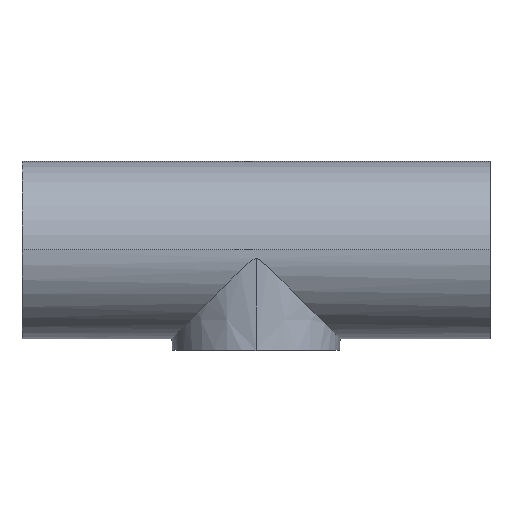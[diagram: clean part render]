
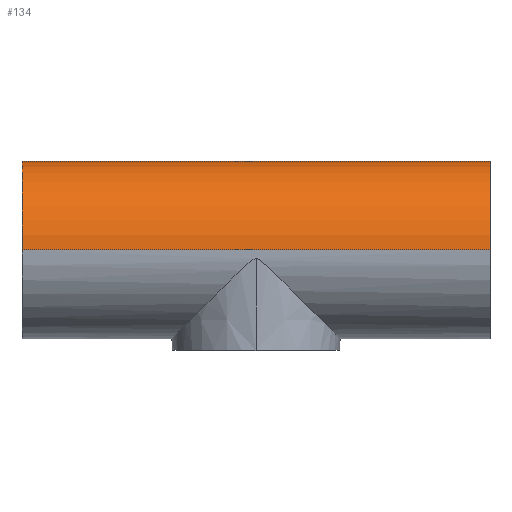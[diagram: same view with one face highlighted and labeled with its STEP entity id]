
A CAD part, top view. The second image highlights one B-rep face of the part: STEP entity #134.
In plain terms, the highlighted cylindrical face has radius 26.5 mm (diameter 53 mm), a partial arc.
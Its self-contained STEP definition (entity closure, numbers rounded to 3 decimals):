
#8 = CARTESIAN_POINT ( 'NONE',  ( 70., 30., 0. ) ) ;
#23 = VERTEX_POINT ( 'NONE', #415 ) ;
#52 = EDGE_CURVE ( 'NONE', #716, #249, #273, .T. ) ;
#59 = ORIENTED_EDGE ( 'NONE', *, *, #119, .F. ) ;
#61 = DIRECTION ( 'NONE',  ( 1., 0., 0. ) ) ;
#68 = ORIENTED_EDGE ( 'NONE', *, *, #180, .T. ) ;
#85 = VECTOR ( 'NONE', #305, 1000. ) ;
#95 = DIRECTION ( 'NONE',  ( 1., 0., 0. ) ) ;
#119 = EDGE_CURVE ( 'NONE', #23, #620, #383, .T. ) ;
#129 = ORIENTED_EDGE ( 'NONE', *, *, #626, .F. ) ;
#133 = CARTESIAN_POINT ( 'NONE',  ( -70., 30., 26.5 ) ) ;
#134 = ADVANCED_FACE ( 'NONE', ( #436 ), #595, .T. ) ;
#159 = DIRECTION ( 'NONE',  ( 1., 0., 0. ) ) ;
#180 = EDGE_CURVE ( 'NONE', #23, #716, #243, .T. ) ;
#185 = DIRECTION ( 'NONE',  ( 0., 0., -1. ) ) ;
#239 = CARTESIAN_POINT ( 'NONE',  ( 70., 30., -26.5 ) ) ;
#240 = DIRECTION ( 'NONE',  ( 0., 0., -1. ) ) ;
#243 = CIRCLE ( 'NONE', #285, 26.5 ) ;
#249 = VERTEX_POINT ( 'NONE', #424 ) ;
#273 = LINE ( 'NONE', #133, #332 ) ;
#285 = AXIS2_PLACEMENT_3D ( 'NONE', #517, #461, #240 ) ;
#305 = DIRECTION ( 'NONE',  ( 1., 0., 0. ) ) ;
#309 = AXIS2_PLACEMENT_3D ( 'NONE', #666, #159, #487 ) ;
#332 = VECTOR ( 'NONE', #95, 1000. ) ;
#382 = AXIS2_PLACEMENT_3D ( 'NONE', #8, #61, #185 ) ;
#383 = LINE ( 'NONE', #713, #85 ) ;
#415 = CARTESIAN_POINT ( 'NONE',  ( -70., 30., -26.5 ) ) ;
#424 = CARTESIAN_POINT ( 'NONE',  ( 70., 30., 26.5 ) ) ;
#432 = CIRCLE ( 'NONE', #382, 26.5 ) ;
#436 = FACE_OUTER_BOUND ( 'NONE', #465, .T. ) ;
#461 = DIRECTION ( 'NONE',  ( 1., 0., 0. ) ) ;
#465 = EDGE_LOOP ( 'NONE', ( #68, #474, #129, #59 ) ) ;
#470 = CARTESIAN_POINT ( 'NONE',  ( -70., 30., 26.5 ) ) ;
#474 = ORIENTED_EDGE ( 'NONE', *, *, #52, .T. ) ;
#487 = DIRECTION ( 'NONE',  ( 0., 0., -1. ) ) ;
#517 = CARTESIAN_POINT ( 'NONE',  ( -70., 30., 0. ) ) ;
#595 = CYLINDRICAL_SURFACE ( 'NONE', #309, 26.5 ) ;
#620 = VERTEX_POINT ( 'NONE', #239 ) ;
#626 = EDGE_CURVE ( 'NONE', #620, #249, #432, .T. ) ;
#666 = CARTESIAN_POINT ( 'NONE',  ( -70., 30., 0. ) ) ;
#713 = CARTESIAN_POINT ( 'NONE',  ( -70., 30., -26.5 ) ) ;
#716 = VERTEX_POINT ( 'NONE', #470 ) ;
